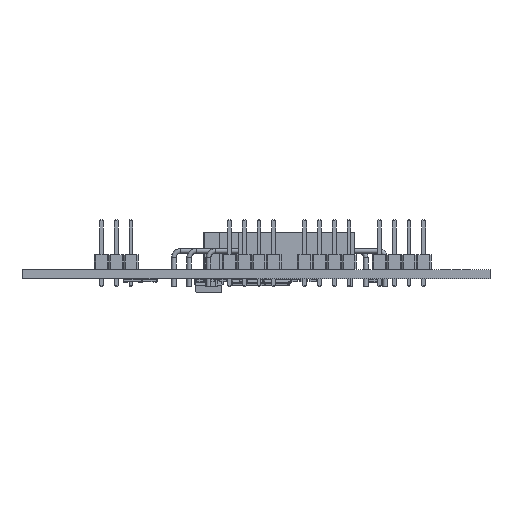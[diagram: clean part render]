
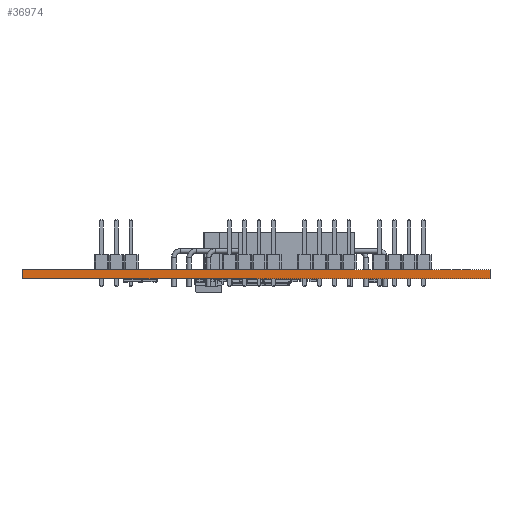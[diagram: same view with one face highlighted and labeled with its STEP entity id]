
A CAD part, front view. The second image highlights one B-rep face of the part: STEP entity #36974.
In plain terms, the highlighted planar face has unit normal (0, -1, 0).
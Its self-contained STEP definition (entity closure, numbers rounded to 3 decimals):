
#36858 = EDGE_CURVE('',#36859,#36861,#36863,.T.);
#36859 = VERTEX_POINT('',#36860);
#36860 = CARTESIAN_POINT('',(0.,-90.932,0.));
#36861 = VERTEX_POINT('',#36862);
#36862 = CARTESIAN_POINT('',(0.,-90.932,1.6));
#36863 = SURFACE_CURVE('',#36864,(#36868,#36880),.PCURVE_S1.);
#36864 = LINE('',#36865,#36866);
#36865 = CARTESIAN_POINT('',(0.,-90.932,0.));
#36866 = VECTOR('',#36867,1.);
#36867 = DIRECTION('',(0.,0.,1.));
#36868 = PCURVE('',#36869,#36874);
#36869 = PLANE('',#36870);
#36870 = AXIS2_PLACEMENT_3D('',#36871,#36872,#36873);
#36871 = CARTESIAN_POINT('',(0.,-90.932,0.));
#36872 = DIRECTION('',(-1.,0.,0.));
#36873 = DIRECTION('',(0.,1.,0.));
#36874 = DEFINITIONAL_REPRESENTATION('',(#36875),#36879);
#36875 = LINE('',#36876,#36877);
#36876 = CARTESIAN_POINT('',(0.,0.));
#36877 = VECTOR('',#36878,1.);
#36878 = DIRECTION('',(0.,-1.));
#36879 = ( GEOMETRIC_REPRESENTATION_CONTEXT(2) 
PARAMETRIC_REPRESENTATION_CONTEXT() REPRESENTATION_CONTEXT('2D SPACE',''
  ) );
#36880 = PCURVE('',#36881,#36886);
#36881 = PLANE('',#36882);
#36882 = AXIS2_PLACEMENT_3D('',#36883,#36884,#36885);
#36883 = CARTESIAN_POINT('',(80.772,-90.932,0.));
#36884 = DIRECTION('',(0.,-1.,0.));
#36885 = DIRECTION('',(-1.,0.,0.));
#36886 = DEFINITIONAL_REPRESENTATION('',(#36887),#36891);
#36887 = LINE('',#36888,#36889);
#36888 = CARTESIAN_POINT('',(80.772,0.));
#36889 = VECTOR('',#36890,1.);
#36890 = DIRECTION('',(0.,-1.));
#36891 = ( GEOMETRIC_REPRESENTATION_CONTEXT(2) 
PARAMETRIC_REPRESENTATION_CONTEXT() REPRESENTATION_CONTEXT('2D SPACE',''
  ) );
#36909 = PLANE('',#36910);
#36910 = AXIS2_PLACEMENT_3D('',#36911,#36912,#36913);
#36911 = CARTESIAN_POINT('',(40.386,-45.466,1.6));
#36912 = DIRECTION('',(-0.,-0.,-1.));
#36913 = DIRECTION('',(-1.,0.,0.));
#36963 = PLANE('',#36964);
#36964 = AXIS2_PLACEMENT_3D('',#36965,#36966,#36967);
#36965 = CARTESIAN_POINT('',(40.386,-45.466,0.));
#36966 = DIRECTION('',(-0.,-0.,-1.));
#36967 = DIRECTION('',(-1.,0.,0.));
#36974 = ADVANCED_FACE('',(#36975),#36881,.T.);
#36975 = FACE_BOUND('',#36976,.T.);
#36976 = EDGE_LOOP('',(#36977,#37007,#37028,#37029));
#36977 = ORIENTED_EDGE('',*,*,#36978,.T.);
#36978 = EDGE_CURVE('',#36979,#36981,#36983,.T.);
#36979 = VERTEX_POINT('',#36980);
#36980 = CARTESIAN_POINT('',(80.772,-90.932,0.));
#36981 = VERTEX_POINT('',#36982);
#36982 = CARTESIAN_POINT('',(80.772,-90.932,1.6));
#36983 = SURFACE_CURVE('',#36984,(#36988,#36995),.PCURVE_S1.);
#36984 = LINE('',#36985,#36986);
#36985 = CARTESIAN_POINT('',(80.772,-90.932,0.));
#36986 = VECTOR('',#36987,1.);
#36987 = DIRECTION('',(0.,0.,1.));
#36988 = PCURVE('',#36881,#36989);
#36989 = DEFINITIONAL_REPRESENTATION('',(#36990),#36994);
#36990 = LINE('',#36991,#36992);
#36991 = CARTESIAN_POINT('',(0.,-0.));
#36992 = VECTOR('',#36993,1.);
#36993 = DIRECTION('',(0.,-1.));
#36994 = ( GEOMETRIC_REPRESENTATION_CONTEXT(2) 
PARAMETRIC_REPRESENTATION_CONTEXT() REPRESENTATION_CONTEXT('2D SPACE',''
  ) );
#36995 = PCURVE('',#36996,#37001);
#36996 = PLANE('',#36997);
#36997 = AXIS2_PLACEMENT_3D('',#36998,#36999,#37000);
#36998 = CARTESIAN_POINT('',(80.772,-0.,0.));
#36999 = DIRECTION('',(1.,0.,-0.));
#37000 = DIRECTION('',(0.,-1.,0.));
#37001 = DEFINITIONAL_REPRESENTATION('',(#37002),#37006);
#37002 = LINE('',#37003,#37004);
#37003 = CARTESIAN_POINT('',(90.932,0.));
#37004 = VECTOR('',#37005,1.);
#37005 = DIRECTION('',(0.,-1.));
#37006 = ( GEOMETRIC_REPRESENTATION_CONTEXT(2) 
PARAMETRIC_REPRESENTATION_CONTEXT() REPRESENTATION_CONTEXT('2D SPACE',''
  ) );
#37007 = ORIENTED_EDGE('',*,*,#37008,.T.);
#37008 = EDGE_CURVE('',#36981,#36861,#37009,.T.);
#37009 = SURFACE_CURVE('',#37010,(#37014,#37021),.PCURVE_S1.);
#37010 = LINE('',#37011,#37012);
#37011 = CARTESIAN_POINT('',(80.772,-90.932,1.6));
#37012 = VECTOR('',#37013,1.);
#37013 = DIRECTION('',(-1.,0.,0.));
#37014 = PCURVE('',#36881,#37015);
#37015 = DEFINITIONAL_REPRESENTATION('',(#37016),#37020);
#37016 = LINE('',#37017,#37018);
#37017 = CARTESIAN_POINT('',(0.,-1.6));
#37018 = VECTOR('',#37019,1.);
#37019 = DIRECTION('',(1.,0.));
#37020 = ( GEOMETRIC_REPRESENTATION_CONTEXT(2) 
PARAMETRIC_REPRESENTATION_CONTEXT() REPRESENTATION_CONTEXT('2D SPACE',''
  ) );
#37021 = PCURVE('',#36909,#37022);
#37022 = DEFINITIONAL_REPRESENTATION('',(#37023),#37027);
#37023 = LINE('',#37024,#37025);
#37024 = CARTESIAN_POINT('',(-40.386,-45.466));
#37025 = VECTOR('',#37026,1.);
#37026 = DIRECTION('',(1.,0.));
#37027 = ( GEOMETRIC_REPRESENTATION_CONTEXT(2) 
PARAMETRIC_REPRESENTATION_CONTEXT() REPRESENTATION_CONTEXT('2D SPACE',''
  ) );
#37028 = ORIENTED_EDGE('',*,*,#36858,.F.);
#37029 = ORIENTED_EDGE('',*,*,#37030,.F.);
#37030 = EDGE_CURVE('',#36979,#36859,#37031,.T.);
#37031 = SURFACE_CURVE('',#37032,(#37036,#37043),.PCURVE_S1.);
#37032 = LINE('',#37033,#37034);
#37033 = CARTESIAN_POINT('',(80.772,-90.932,0.));
#37034 = VECTOR('',#37035,1.);
#37035 = DIRECTION('',(-1.,0.,0.));
#37036 = PCURVE('',#36881,#37037);
#37037 = DEFINITIONAL_REPRESENTATION('',(#37038),#37042);
#37038 = LINE('',#37039,#37040);
#37039 = CARTESIAN_POINT('',(0.,-0.));
#37040 = VECTOR('',#37041,1.);
#37041 = DIRECTION('',(1.,0.));
#37042 = ( GEOMETRIC_REPRESENTATION_CONTEXT(2) 
PARAMETRIC_REPRESENTATION_CONTEXT() REPRESENTATION_CONTEXT('2D SPACE',''
  ) );
#37043 = PCURVE('',#36963,#37044);
#37044 = DEFINITIONAL_REPRESENTATION('',(#37045),#37049);
#37045 = LINE('',#37046,#37047);
#37046 = CARTESIAN_POINT('',(-40.386,-45.466));
#37047 = VECTOR('',#37048,1.);
#37048 = DIRECTION('',(1.,0.));
#37049 = ( GEOMETRIC_REPRESENTATION_CONTEXT(2) 
PARAMETRIC_REPRESENTATION_CONTEXT() REPRESENTATION_CONTEXT('2D SPACE',''
  ) );
